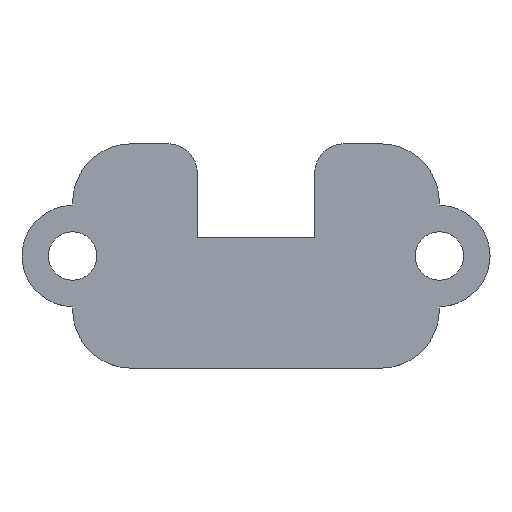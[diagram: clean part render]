
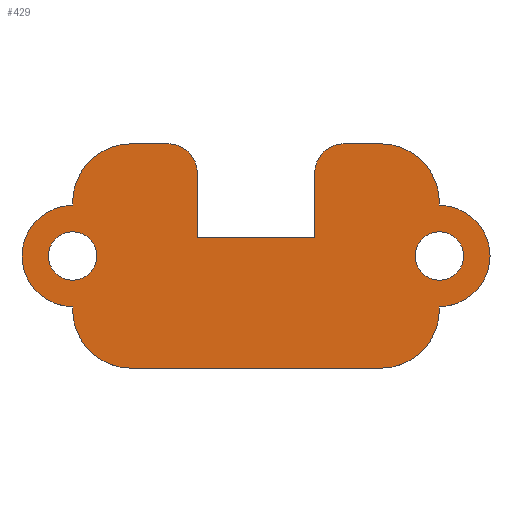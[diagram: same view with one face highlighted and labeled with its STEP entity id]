
A CAD part, top view. The second image highlights one B-rep face of the part: STEP entity #429.
In plain terms, the highlighted planar face has unit normal (0, 0, 1).
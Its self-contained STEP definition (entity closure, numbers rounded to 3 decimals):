
#15=FACE_BOUND('',#74,.T.);
#16=FACE_BOUND('',#75,.T.);
#29=PLANE('',#494);
#51=FACE_OUTER_BOUND('',#73,.T.);
#73=EDGE_LOOP('',(#359,#360,#361,#362,#363,#364,#365,#366,#367,#368,#369,
#370,#371,#372,#373,#374,#375,#376));
#74=EDGE_LOOP('',(#377));
#75=EDGE_LOOP('',(#378));
#84=LINE('',#648,#124);
#88=LINE('',#660,#128);
#92=LINE('',#672,#132);
#96=LINE('',#684,#136);
#100=LINE('',#696,#140);
#104=LINE('',#708,#144);
#108=LINE('',#720,#148);
#112=LINE('',#732,#152);
#115=LINE('',#738,#155);
#118=LINE('',#742,#158);
#124=VECTOR('',#523,10.);
#128=VECTOR('',#535,10.);
#132=VECTOR('',#547,10.);
#136=VECTOR('',#559,10.);
#140=VECTOR('',#571,10.);
#144=VECTOR('',#583,10.);
#148=VECTOR('',#595,10.);
#152=VECTOR('',#607,10.);
#155=VECTOR('',#612,10.);
#158=VECTOR('',#617,10.);
#159=CIRCLE('',#455,1.65);
#161=CIRCLE('',#458,1.65);
#164=CIRCLE('',#462,2.);
#166=CIRCLE('',#466,4.);
#168=CIRCLE('',#470,3.45);
#170=CIRCLE('',#474,4.);
#172=CIRCLE('',#478,4.);
#174=CIRCLE('',#482,3.45);
#176=CIRCLE('',#486,4.);
#178=CIRCLE('',#490,2.);
#179=VERTEX_POINT('',#624);
#181=VERTEX_POINT('',#630);
#185=VERTEX_POINT('',#639);
#186=VERTEX_POINT('',#641);
#188=VERTEX_POINT('',#647);
#190=VERTEX_POINT('',#653);
#192=VERTEX_POINT('',#659);
#194=VERTEX_POINT('',#665);
#196=VERTEX_POINT('',#671);
#198=VERTEX_POINT('',#677);
#200=VERTEX_POINT('',#683);
#202=VERTEX_POINT('',#689);
#204=VERTEX_POINT('',#695);
#206=VERTEX_POINT('',#701);
#208=VERTEX_POINT('',#707);
#210=VERTEX_POINT('',#713);
#212=VERTEX_POINT('',#719);
#214=VERTEX_POINT('',#725);
#216=VERTEX_POINT('',#731);
#218=VERTEX_POINT('',#737);
#219=EDGE_CURVE('',#179,#179,#159,.T.);
#222=EDGE_CURVE('',#181,#181,#161,.T.);
#227=EDGE_CURVE('',#186,#185,#164,.T.);
#230=EDGE_CURVE('',#188,#186,#84,.T.);
#233=EDGE_CURVE('',#190,#188,#166,.T.);
#236=EDGE_CURVE('',#192,#190,#88,.T.);
#239=EDGE_CURVE('',#194,#192,#168,.T.);
#242=EDGE_CURVE('',#196,#194,#92,.T.);
#245=EDGE_CURVE('',#198,#196,#170,.T.);
#248=EDGE_CURVE('',#200,#198,#96,.T.);
#251=EDGE_CURVE('',#202,#200,#172,.T.);
#254=EDGE_CURVE('',#204,#202,#100,.T.);
#257=EDGE_CURVE('',#206,#204,#174,.T.);
#260=EDGE_CURVE('',#208,#206,#104,.T.);
#263=EDGE_CURVE('',#210,#208,#176,.T.);
#266=EDGE_CURVE('',#212,#210,#108,.T.);
#269=EDGE_CURVE('',#214,#212,#178,.T.);
#272=EDGE_CURVE('',#216,#214,#112,.T.);
#275=EDGE_CURVE('',#218,#216,#115,.T.);
#278=EDGE_CURVE('',#185,#218,#118,.T.);
#359=ORIENTED_EDGE('',*,*,#278,.T.);
#360=ORIENTED_EDGE('',*,*,#275,.T.);
#361=ORIENTED_EDGE('',*,*,#272,.T.);
#362=ORIENTED_EDGE('',*,*,#269,.T.);
#363=ORIENTED_EDGE('',*,*,#266,.T.);
#364=ORIENTED_EDGE('',*,*,#263,.T.);
#365=ORIENTED_EDGE('',*,*,#260,.T.);
#366=ORIENTED_EDGE('',*,*,#257,.T.);
#367=ORIENTED_EDGE('',*,*,#254,.T.);
#368=ORIENTED_EDGE('',*,*,#251,.T.);
#369=ORIENTED_EDGE('',*,*,#248,.T.);
#370=ORIENTED_EDGE('',*,*,#245,.T.);
#371=ORIENTED_EDGE('',*,*,#242,.T.);
#372=ORIENTED_EDGE('',*,*,#239,.T.);
#373=ORIENTED_EDGE('',*,*,#236,.T.);
#374=ORIENTED_EDGE('',*,*,#233,.T.);
#375=ORIENTED_EDGE('',*,*,#230,.T.);
#376=ORIENTED_EDGE('',*,*,#227,.T.);
#377=ORIENTED_EDGE('',*,*,#222,.T.);
#378=ORIENTED_EDGE('',*,*,#219,.T.);
#429=ADVANCED_FACE('',(#51,#15,#16),#29,.T.);
#455=AXIS2_PLACEMENT_3D('',#625,#500,#501);
#458=AXIS2_PLACEMENT_3D('',#631,#507,#508);
#462=AXIS2_PLACEMENT_3D('',#642,#517,#518);
#466=AXIS2_PLACEMENT_3D('',#654,#529,#530);
#470=AXIS2_PLACEMENT_3D('',#666,#541,#542);
#474=AXIS2_PLACEMENT_3D('',#678,#553,#554);
#478=AXIS2_PLACEMENT_3D('',#690,#565,#566);
#482=AXIS2_PLACEMENT_3D('',#702,#577,#578);
#486=AXIS2_PLACEMENT_3D('',#714,#589,#590);
#490=AXIS2_PLACEMENT_3D('',#726,#601,#602);
#494=AXIS2_PLACEMENT_3D('',#743,#618,#619);
#500=DIRECTION('center_axis',(0.,0.,-1.));
#501=DIRECTION('ref_axis',(-1.,0.,0.));
#507=DIRECTION('center_axis',(0.,0.,-1.));
#508=DIRECTION('ref_axis',(-1.,0.,0.));
#517=DIRECTION('center_axis',(0.,0.,1.));
#518=DIRECTION('ref_axis',(0.,1.,0.));
#523=DIRECTION('',(-1.,0.,0.));
#529=DIRECTION('center_axis',(0.,0.,1.));
#530=DIRECTION('ref_axis',(1.,0.,0.));
#535=DIRECTION('',(0.,1.,0.));
#541=DIRECTION('center_axis',(0.,0.,1.));
#542=DIRECTION('ref_axis',(0.,-1.,0.));
#547=DIRECTION('',(0.,1.,0.));
#553=DIRECTION('center_axis',(0.,0.,1.));
#554=DIRECTION('ref_axis',(0.,-1.,0.));
#559=DIRECTION('',(1.,0.,0.));
#565=DIRECTION('center_axis',(0.,0.,1.));
#566=DIRECTION('ref_axis',(-1.,0.,0.));
#571=DIRECTION('',(0.,-1.,0.));
#577=DIRECTION('center_axis',(0.,0.,1.));
#578=DIRECTION('ref_axis',(0.,1.,0.));
#583=DIRECTION('',(0.,-1.,0.));
#589=DIRECTION('center_axis',(0.,0.,1.));
#590=DIRECTION('ref_axis',(0.,1.,0.));
#595=DIRECTION('',(-1.,0.,0.));
#601=DIRECTION('center_axis',(0.,0.,1.));
#602=DIRECTION('ref_axis',(1.,0.,0.));
#607=DIRECTION('',(0.,1.,0.));
#612=DIRECTION('',(-1.,0.,0.));
#617=DIRECTION('',(0.,-1.,0.));
#618=DIRECTION('center_axis',(0.,0.,1.));
#619=DIRECTION('ref_axis',(1.,0.,0.));
#624=CARTESIAN_POINT('',(14.15,0.,1.5));
#625=CARTESIAN_POINT('Origin',(12.5,0.,1.5));
#630=CARTESIAN_POINT('',(-10.85,0.,1.5));
#631=CARTESIAN_POINT('Origin',(-12.5,0.,1.5));
#639=CARTESIAN_POINT('',(4.,5.65,1.5));
#641=CARTESIAN_POINT('',(6.,7.65,1.5));
#642=CARTESIAN_POINT('Origin',(6.,5.65,1.5));
#647=CARTESIAN_POINT('',(8.5,7.65,1.5));
#648=CARTESIAN_POINT('',(8.5,7.65,1.5));
#653=CARTESIAN_POINT('',(12.5,3.65,1.5));
#654=CARTESIAN_POINT('Origin',(8.5,3.65,1.5));
#659=CARTESIAN_POINT('',(12.5,3.45,1.5));
#660=CARTESIAN_POINT('',(12.5,3.45,1.5));
#665=CARTESIAN_POINT('',(12.5,-3.45,1.5));
#666=CARTESIAN_POINT('Origin',(12.5,0.,1.5));
#671=CARTESIAN_POINT('',(12.5,-3.65,1.5));
#672=CARTESIAN_POINT('',(12.5,-3.65,1.5));
#677=CARTESIAN_POINT('',(8.5,-7.65,1.5));
#678=CARTESIAN_POINT('Origin',(8.5,-3.65,1.5));
#683=CARTESIAN_POINT('',(-8.5,-7.65,1.5));
#684=CARTESIAN_POINT('',(-8.5,-7.65,1.5));
#689=CARTESIAN_POINT('',(-12.5,-3.65,1.5));
#690=CARTESIAN_POINT('Origin',(-8.5,-3.65,1.5));
#695=CARTESIAN_POINT('',(-12.5,-3.45,1.5));
#696=CARTESIAN_POINT('',(-12.5,-3.45,1.5));
#701=CARTESIAN_POINT('',(-12.5,3.45,1.5));
#702=CARTESIAN_POINT('Origin',(-12.5,0.,1.5));
#707=CARTESIAN_POINT('',(-12.5,3.65,1.5));
#708=CARTESIAN_POINT('',(-12.5,3.65,1.5));
#713=CARTESIAN_POINT('',(-8.5,7.65,1.5));
#714=CARTESIAN_POINT('Origin',(-8.5,3.65,1.5));
#719=CARTESIAN_POINT('',(-6.,7.65,1.5));
#720=CARTESIAN_POINT('',(-6.,7.65,1.5));
#725=CARTESIAN_POINT('',(-4.,5.65,1.5));
#726=CARTESIAN_POINT('Origin',(-6.,5.65,1.5));
#731=CARTESIAN_POINT('',(-4.,1.25,1.5));
#732=CARTESIAN_POINT('',(-4.,1.25,1.5));
#737=CARTESIAN_POINT('',(4.,1.25,1.5));
#738=CARTESIAN_POINT('',(4.,1.25,1.5));
#742=CARTESIAN_POINT('',(4.,5.65,1.5));
#743=CARTESIAN_POINT('Origin',(0.,0.,1.5));
